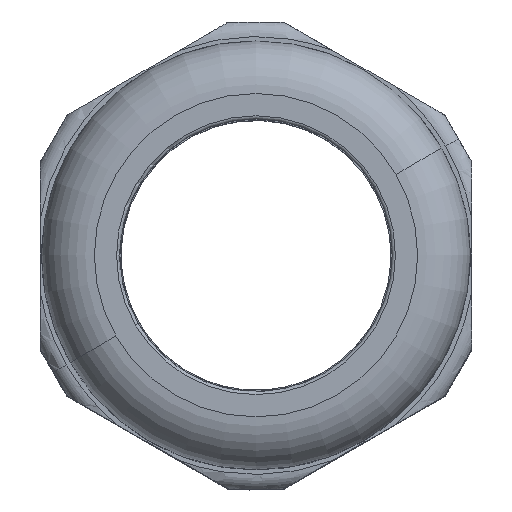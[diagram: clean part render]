
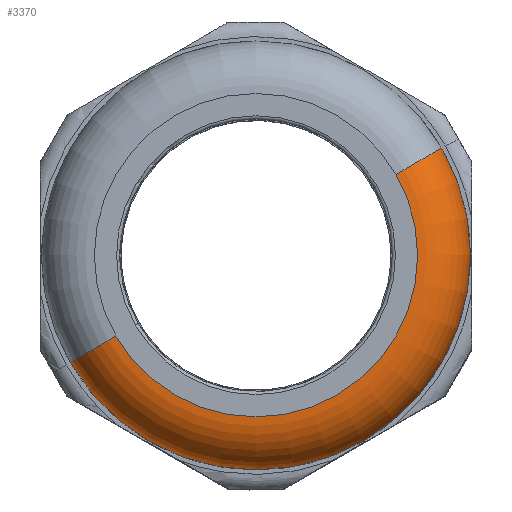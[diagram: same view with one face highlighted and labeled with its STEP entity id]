
A CAD part, top view. The second image highlights one B-rep face of the part: STEP entity #3370.
In plain terms, the highlighted toroidal (fillet/blend) face has major radius 14.97 mm and minor radius 4.88 mm.
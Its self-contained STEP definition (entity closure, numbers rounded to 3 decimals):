
#3204=AXIS2_PLACEMENT_3D('Circle Axis2P3D',#3202,#3203,$) ;
#3217=AXIS2_PLACEMENT_3D('Circle Axis2P3D',#3215,#3216,$) ;
#3312=AXIS2_PLACEMENT_3D('Circle Axis2P3D',#3310,#3311,$) ;
#3319=AXIS2_PLACEMENT_3D('Circle Axis2P3D',#3317,#3318,$) ;
#3348=AXIS2_PLACEMENT_3D('Torus Axis2P3D',#3345,#3346,#3347) ;
#3352=AXIS2_PLACEMENT_3D('Circle Axis2P3D',#3350,#3351,$) ;
#3359=AXIS2_PLACEMENT_3D('Circle Axis2P3D',#3357,#3358,$) ;
#3185=CARTESIAN_POINT('Vertex',(29.925,4.467,54.12)) ;
#3199=CARTESIAN_POINT('Vertex',(37.191,31.583,54.12)) ;
#3202=CARTESIAN_POINT('Axis2P3D Location',(20.,21.658,54.12)) ;
#3215=CARTESIAN_POINT('Axis2P3D Location',(20.,21.658,54.12)) ;
#3219=CARTESIAN_POINT('Vertex',(2.809,11.733,54.12)) ;
#3310=CARTESIAN_POINT('Axis2P3D Location',(32.964,29.143,54.12)) ;
#3314=CARTESIAN_POINT('Vertex',(32.964,29.143,59.)) ;
#3317=CARTESIAN_POINT('Axis2P3D Location',(7.036,14.173,54.12)) ;
#3321=CARTESIAN_POINT('Vertex',(7.036,14.173,59.)) ;
#3345=CARTESIAN_POINT('Axis2P3D Location',(20.,21.658,54.12)) ;
#3350=CARTESIAN_POINT('Axis2P3D Location',(20.,21.658,59.)) ;
#3354=CARTESIAN_POINT('Vertex',(27.485,8.693,59.)) ;
#3357=CARTESIAN_POINT('Axis2P3D Location',(20.,21.658,59.)) ;
#3203=DIRECTION('Axis2P3D Direction',(0.,0.,-1.)) ;
#3216=DIRECTION('Axis2P3D Direction',(0.,0.,-1.)) ;
#3311=DIRECTION('Axis2P3D Direction',(-0.5,0.866,0.)) ;
#3318=DIRECTION('Axis2P3D Direction',(0.5,-0.866,0.)) ;
#3346=DIRECTION('Axis2P3D Direction',(0.,0.,-1.)) ;
#3347=DIRECTION('Axis2P3D XDirection',(0.866,0.5,0.)) ;
#3351=DIRECTION('Axis2P3D Direction',(0.,0.,-1.)) ;
#3358=DIRECTION('Axis2P3D Direction',(0.,0.,-1.)) ;
#3363=ORIENTED_EDGE('',*,*,#3323,.F.) ;
#3364=ORIENTED_EDGE('',*,*,#3221,.F.) ;
#3365=ORIENTED_EDGE('',*,*,#3206,.F.) ;
#3366=ORIENTED_EDGE('',*,*,#3316,.F.) ;
#3367=ORIENTED_EDGE('',*,*,#3356,.T.) ;
#3368=ORIENTED_EDGE('',*,*,#3361,.T.) ;
#3370=ADVANCED_FACE('63080_VG_M32_OT\\Volumenk\X2\00F6\X0\rper1',(#3369),#3349,.T.) ;
#3205=CIRCLE('generated circle',#3204,19.85) ;
#3218=CIRCLE('generated circle',#3217,19.85) ;
#3313=CIRCLE('generated circle',#3312,4.88) ;
#3320=CIRCLE('generated circle',#3319,4.88) ;
#3353=CIRCLE('generated circle',#3352,14.97) ;
#3360=CIRCLE('generated circle',#3359,14.97) ;
#3349=TOROIDAL_SURFACE('homeo Torus',#3348,14.97,4.88) ;
#3206=EDGE_CURVE('',#3200,#3186,#3205,.T.) ;
#3221=EDGE_CURVE('',#3186,#3220,#3218,.T.) ;
#3316=EDGE_CURVE('',#3315,#3200,#3313,.T.) ;
#3323=EDGE_CURVE('',#3220,#3322,#3320,.F.) ;
#3356=EDGE_CURVE('',#3315,#3355,#3353,.T.) ;
#3361=EDGE_CURVE('',#3355,#3322,#3360,.T.) ;
#3362=EDGE_LOOP('',(#3363,#3364,#3365,#3366,#3367,#3368)) ;
#3369=FACE_OUTER_BOUND('',#3362,.T.) ;
#3186=VERTEX_POINT('',#3185) ;
#3200=VERTEX_POINT('',#3199) ;
#3220=VERTEX_POINT('',#3219) ;
#3315=VERTEX_POINT('',#3314) ;
#3322=VERTEX_POINT('',#3321) ;
#3355=VERTEX_POINT('',#3354) ;
